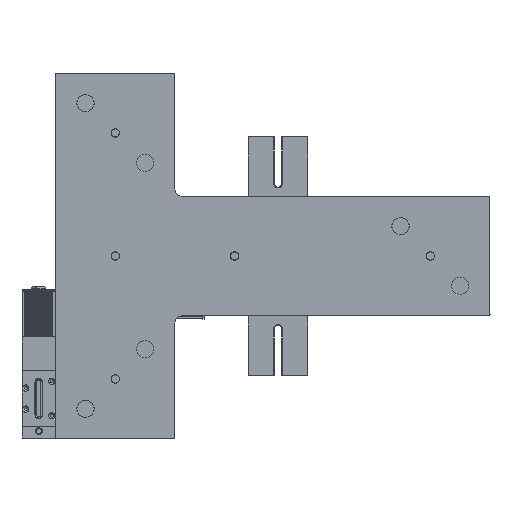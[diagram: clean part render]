
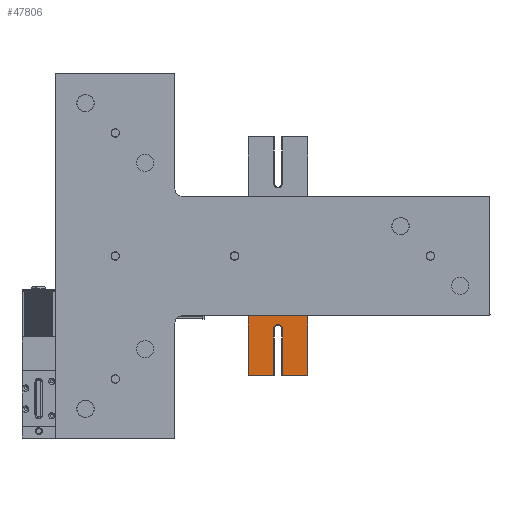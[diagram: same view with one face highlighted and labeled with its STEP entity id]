
A CAD part, front view. The second image highlights one B-rep face of the part: STEP entity #47806.
In plain terms, the highlighted planar face has unit normal (0, -1, 0).
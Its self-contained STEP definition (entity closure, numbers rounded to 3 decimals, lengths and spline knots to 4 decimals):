
#1268 = CARTESIAN_POINT ( 'NONE',  ( -1.5742, -1.8456, -0.7741 ) ) ;
#1365 = VECTOR ( 'NONE', #55808, 39.3701 ) ;
#2221 = DIRECTION ( 'NONE',  ( 0., -1., 0. ) ) ;
#4533 = DIRECTION ( 'NONE',  ( 1., 0., 0. ) ) ;
#5286 = DIRECTION ( 'NONE',  ( 0., 0., 1. ) ) ;
#5513 = DIRECTION ( 'NONE',  ( 1., 0., 0. ) ) ;
#5519 = CARTESIAN_POINT ( 'NONE',  ( -3.5742, -1.8456, -0.7741 ) ) ;
#7562 = ORIENTED_EDGE ( 'NONE', *, *, #44247, .F. ) ;
#7674 = ORIENTED_EDGE ( 'NONE', *, *, #39412, .F. ) ;
#10541 = VERTEX_POINT ( 'NONE', #1268 ) ;
#11050 = VECTOR ( 'NONE', #24763, 39.3701 ) ;
#11355 = VERTEX_POINT ( 'NONE', #14377 ) ;
#14377 = CARTESIAN_POINT ( 'NONE',  ( -2.4242, -1.8456, -2.7691 ) ) ;
#17751 = VERTEX_POINT ( 'NONE', #5519 ) ;
#19399 = VERTEX_POINT ( 'NONE', #40567 ) ;
#20695 = EDGE_CURVE ( 'NONE', #10541, #46894, #63435, .T. ) ;
#21293 = VERTEX_POINT ( 'NONE', #67586 ) ;
#23867 = CARTESIAN_POINT ( 'NONE',  ( -1.5742, -1.8456, 5.2309 ) ) ;
#24763 = DIRECTION ( 'NONE',  ( -1., 0., 0. ) ) ;
#27350 = CARTESIAN_POINT ( 'NONE',  ( -2.5742, -1.8456, -1.2091 ) ) ;
#27569 = VECTOR ( 'NONE', #5286, 39.3701 ) ;
#29539 = LINE ( 'NONE', #43100, #27569 ) ;
#33717 = ORIENTED_EDGE ( 'NONE', *, *, #64702, .F. ) ;
#34384 = CARTESIAN_POINT ( 'NONE',  ( -2.7042, -1.8456, -2.7691 ) ) ;
#35422 = LINE ( 'NONE', #34384, #68991 ) ;
#37642 = AXIS2_PLACEMENT_3D ( 'NONE', #80112, #42361, #4533 ) ;
#38299 = EDGE_CURVE ( 'NONE', #65557, #56169, #29539, .T. ) ;
#38368 = ORIENTED_EDGE ( 'NONE', *, *, #52422, .T. ) ;
#39412 = EDGE_CURVE ( 'NONE', #21293, #17751, #68480, .T. ) ;
#40567 = CARTESIAN_POINT ( 'NONE',  ( -2.4242, -1.8456, -1.2091 ) ) ;
#40578 = EDGE_CURVE ( 'NONE', #46894, #11355, #44571, .T. ) ;
#40758 = DIRECTION ( 'NONE',  ( -1., 0., 0. ) ) ;
#42361 = DIRECTION ( 'NONE',  ( 0., 1., 0. ) ) ;
#43100 = CARTESIAN_POINT ( 'NONE',  ( -2.7242, -1.8456, -1.2091 ) ) ;
#44247 = EDGE_CURVE ( 'NONE', #65557, #21293, #35422, .T. ) ;
#44571 = LINE ( 'NONE', #74925, #11050 ) ;
#46368 = DIRECTION ( 'NONE',  ( 1., 0., 0. ) ) ;
#46517 = CARTESIAN_POINT ( 'NONE',  ( -2.7242, -1.8456, -2.7691 ) ) ;
#46714 = VECTOR ( 'NONE', #74300, 39.3701 ) ;
#46894 = VERTEX_POINT ( 'NONE', #58451 ) ;
#47242 = ORIENTED_EDGE ( 'NONE', *, *, #20695, .F. ) ;
#47806 = ADVANCED_FACE ( 'NONE', ( #81282 ), #77775, .T. ) ;
#48048 = ORIENTED_EDGE ( 'NONE', *, *, #52932, .T. ) ;
#48556 = LINE ( 'NONE', #81088, #50496 ) ;
#50496 = VECTOR ( 'NONE', #5513, 39.3701 ) ;
#52422 = EDGE_CURVE ( 'NONE', #19399, #11355, #60120, .T. ) ;
#52932 = EDGE_CURVE ( 'NONE', #56169, #19399, #56095, .T. ) ;
#55808 = DIRECTION ( 'NONE',  ( 0., 0., 1. ) ) ;
#56095 = CIRCLE ( 'NONE', #37642, 0.15 ) ;
#56169 = VERTEX_POINT ( 'NONE', #77939 ) ;
#58451 = CARTESIAN_POINT ( 'NONE',  ( -1.5742, -1.8456, -2.7691 ) ) ;
#60120 = LINE ( 'NONE', #81669, #76931 ) ;
#62610 = DIRECTION ( 'NONE',  ( 0., 0., -1. ) ) ;
#63435 = LINE ( 'NONE', #23867, #46714 ) ;
#64702 = EDGE_CURVE ( 'NONE', #17751, #10541, #48556, .T. ) ;
#65557 = VERTEX_POINT ( 'NONE', #46517 ) ;
#67244 = ORIENTED_EDGE ( 'NONE', *, *, #40578, .F. ) ;
#67478 = AXIS2_PLACEMENT_3D ( 'NONE', #27350, #2221, #46368 ) ;
#67486 = EDGE_LOOP ( 'NONE', ( #7562, #71607, #48048, #38368, #67244, #47242, #33717, #7674 ) ) ;
#67586 = CARTESIAN_POINT ( 'NONE',  ( -3.5742, -1.8456, -2.7691 ) ) ;
#68480 = LINE ( 'NONE', #80968, #1365 ) ;
#68991 = VECTOR ( 'NONE', #40758, 39.3701 ) ;
#71607 = ORIENTED_EDGE ( 'NONE', *, *, #38299, .T. ) ;
#74300 = DIRECTION ( 'NONE',  ( 0., 0., -1. ) ) ;
#74925 = CARTESIAN_POINT ( 'NONE',  ( -1.5742, -1.8456, -2.7691 ) ) ;
#76931 = VECTOR ( 'NONE', #62610, 39.3701 ) ;
#77775 = PLANE ( 'NONE',  #67478 ) ;
#77939 = CARTESIAN_POINT ( 'NONE',  ( -2.7242, -1.8456, -1.2091 ) ) ;
#80112 = CARTESIAN_POINT ( 'NONE',  ( -2.5742, -1.8456, -1.2091 ) ) ;
#80968 = CARTESIAN_POINT ( 'NONE',  ( -3.5742, -1.8456, -2.7691 ) ) ;
#81088 = CARTESIAN_POINT ( 'NONE',  ( -3.5742, -1.8456, -0.7741 ) ) ;
#81282 = FACE_OUTER_BOUND ( 'NONE', #67486, .T. ) ;
#81669 = CARTESIAN_POINT ( 'NONE',  ( -2.4242, -1.8456, -1.2091 ) ) ;
